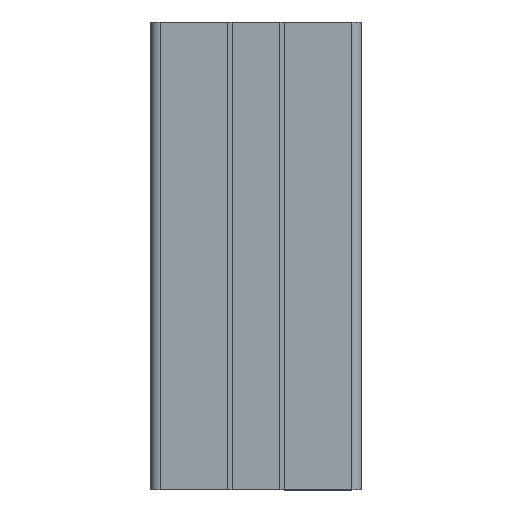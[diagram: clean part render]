
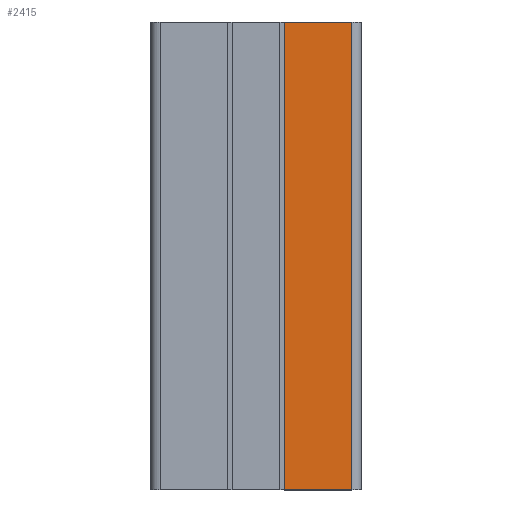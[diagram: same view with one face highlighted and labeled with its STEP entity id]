
A CAD part, top view. The second image highlights one B-rep face of the part: STEP entity #2415.
In plain terms, the highlighted planar face has unit normal (0, 0, 1).
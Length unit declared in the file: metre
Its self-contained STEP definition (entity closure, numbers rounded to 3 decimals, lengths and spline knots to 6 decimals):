
#204=FACE_OUTER_BOUND('',#327,.T.);
#327=EDGE_LOOP('',(#1743,#1744,#1745,#1746));
#508=LINE('',#3698,#781);
#509=LINE('',#3701,#782);
#510=LINE('',#3703,#783);
#511=LINE('',#3704,#784);
#781=VECTOR('',#2992,0.1);
#782=VECTOR('',#2995,0.0144);
#783=VECTOR('',#2996,0.0144);
#784=VECTOR('',#2997,0.1);
#1050=VERTEX_POINT('',#3694);
#1051=VERTEX_POINT('',#3696);
#1052=VERTEX_POINT('',#3700);
#1053=VERTEX_POINT('',#3702);
#1336=EDGE_CURVE('',#1051,#1050,#508,.T.);
#1337=EDGE_CURVE('',#1052,#1050,#509,.T.);
#1338=EDGE_CURVE('',#1053,#1051,#510,.T.);
#1339=EDGE_CURVE('',#1053,#1052,#511,.T.);
#1743=ORIENTED_EDGE('',*,*,#1337,.T.);
#1744=ORIENTED_EDGE('',*,*,#1336,.F.);
#1745=ORIENTED_EDGE('',*,*,#1338,.F.);
#1746=ORIENTED_EDGE('',*,*,#1339,.T.);
#2317=PLANE('',#2601);
#2415=ADVANCED_FACE('',(#204),#2317,.F.);
#2601=AXIS2_PLACEMENT_3D('',#3699,#2993,#2994);
#2992=DIRECTION('',(0.,-1.,0.));
#2993=DIRECTION('center_axis',(0.,0.,
-1.));
#2994=DIRECTION('ref_axis',(-1.,0.,0.));
#2995=DIRECTION('',(1.,0.,0.));
#2996=DIRECTION('',(1.,0.,0.));
#2997=DIRECTION('',(0.,-1.,0.));
#3694=CARTESIAN_POINT('',(0.044496,-0.499368,0.));
#3696=CARTESIAN_POINT('',(0.044496,-0.399368,0.));
#3698=CARTESIAN_POINT('',(0.044496,-0.399368,0.));
#3699=CARTESIAN_POINT('Origin',(0.044496,0.500632,0.));
#3700=CARTESIAN_POINT('',(0.030096,-0.499368,0.));
#3701=CARTESIAN_POINT('',(0.030096,-0.499368,0.));
#3702=CARTESIAN_POINT('',(0.030096,-0.399368,0.));
#3703=CARTESIAN_POINT('',(0.030096,-0.399368,0.));
#3704=CARTESIAN_POINT('',(0.030096,-0.399368,0.));
